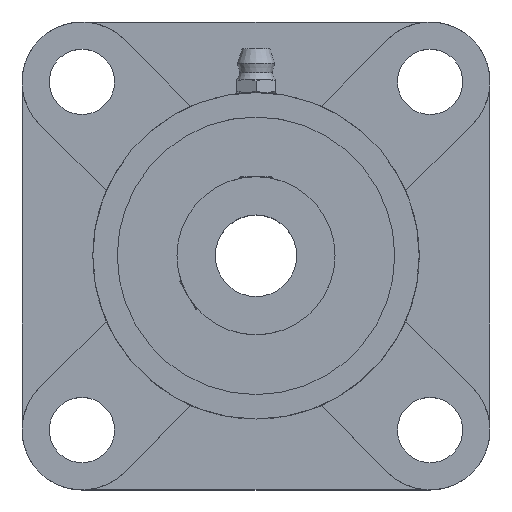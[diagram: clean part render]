
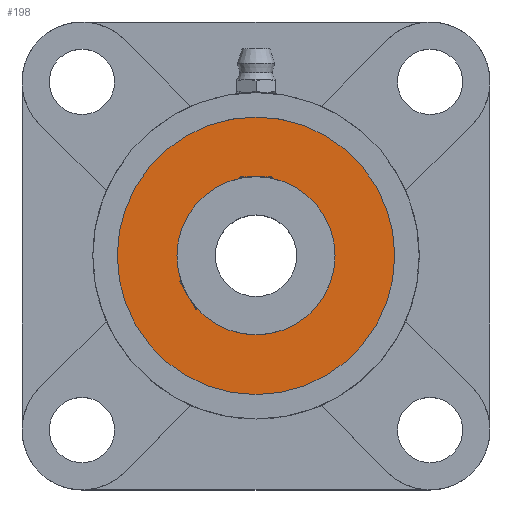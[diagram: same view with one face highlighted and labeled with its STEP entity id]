
A CAD part, top view. The second image highlights one B-rep face of the part: STEP entity #198.
In plain terms, the highlighted planar face has unit normal (0, 0, 1).
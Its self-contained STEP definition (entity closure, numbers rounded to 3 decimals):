
#198 = ADVANCED_FACE( '', ( #471, #472 ), #473, .T. );
#471 = FACE_BOUND( '', #843, .T. );
#472 = FACE_OUTER_BOUND( '', #844, .T. );
#473 = PLANE( '', #845 );
#843 = EDGE_LOOP( '', ( #1318 ) );
#844 = EDGE_LOOP( '', ( #1319 ) );
#845 = AXIS2_PLACEMENT_3D( '', #1320, #1321, #1322 );
#1318 = ORIENTED_EDGE( '', *, *, #2108, .T. );
#1319 = ORIENTED_EDGE( '', *, *, #2109, .F. );
#1320 = CARTESIAN_POINT( '', ( 0., 25.5, 22.95 ) );
#1321 = DIRECTION( '', ( 0., 0., 1. ) );
#1322 = DIRECTION( '', ( 1., 0., 0. ) );
#2108 = EDGE_CURVE( '', #2519, #2519, #2520, .T. );
#2109 = EDGE_CURVE( '', #2521, #2521, #2522, .T. );
#2519 = VERTEX_POINT( '', #3330 );
#2520 = CIRCLE( '', #3331, 14.53 );
#2521 = VERTEX_POINT( '', #3332 );
#2522 = CIRCLE( '', #3333, 25.5 );
#3330 = CARTESIAN_POINT( '', ( -14.53, 0., 22.95 ) );
#3331 = AXIS2_PLACEMENT_3D( '', #4037, #4038, #4039 );
#3332 = CARTESIAN_POINT( '', ( -25.5, 0., 22.95 ) );
#3333 = AXIS2_PLACEMENT_3D( '', #4040, #4041, #4042 );
#4037 = CARTESIAN_POINT( '', ( 0., 0., 22.95 ) );
#4038 = DIRECTION( '', ( 0., 0., -1. ) );
#4039 = DIRECTION( '', ( -1., 0., 0. ) );
#4040 = CARTESIAN_POINT( '', ( 0., 0., 22.95 ) );
#4041 = DIRECTION( '', ( 0., 0., -1. ) );
#4042 = DIRECTION( '', ( -1., 0., 0. ) );
